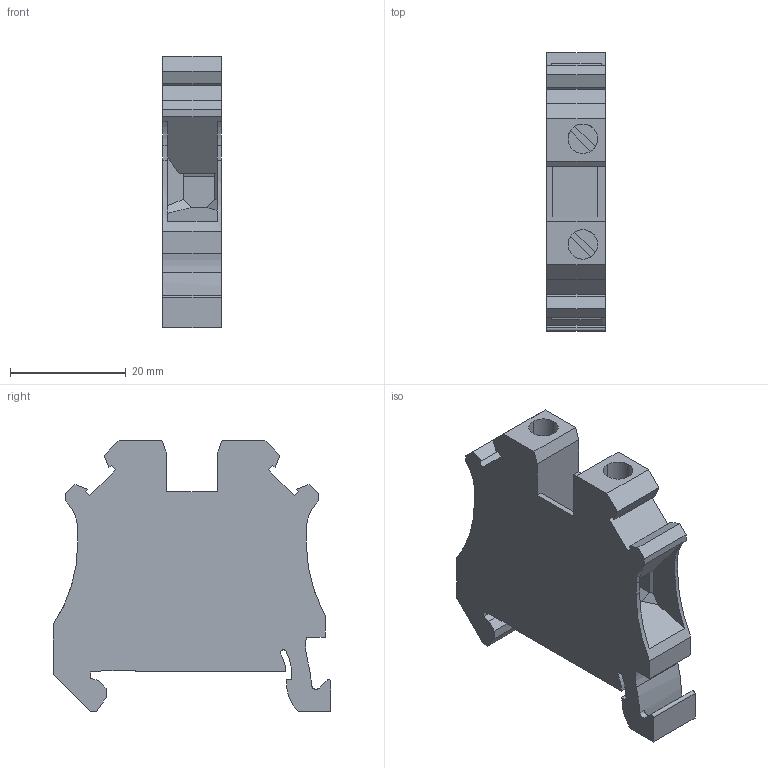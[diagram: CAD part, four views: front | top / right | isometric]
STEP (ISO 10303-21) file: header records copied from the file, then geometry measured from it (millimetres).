
FILE_DESCRIPTION(('Creo Elements/Direct Modeling STEP Export'),'2;1');
FILE_NAME('model.stp','2019-01-31T 6:39:04',(''),(''),'Creo Elements/Direct Modeling STEP processor for AP214 (Solid Model)','Creo Elements/Direct Modeling 18.1I 14-Aug-2016 (C) Parametric Technology GmbH','');
FILE_SCHEMA(('AUTOMOTIVE_DESIGN { 1 0 10303 214 1 1 1 1 }'));
Length unit declared in the file: millimetre
Products named in the file (2): UT_10_BU-select
Assembly tree (1 placements, depth 2):
  UT_10_BU-select
    UT_10_BU-select
Bounding box: 10.15 x 48 x 46.85 mm (x, y, z)
Volume: 13368.2 mm3; surface area: 6908.5 mm2
Topology: 1 solids, 1 shells, 121 faces, 343 edges, 226 vertices
Faces by surface type: plane 100, cylinder 21
Entity records: 4871 total; most frequent: CARTESIAN_POINT 686, ORIENTED_EDGE 686, DIRECTION 632, EDGE_CURVE 343, VECTOR 288, LINE 288, VERTEX_POINT 226, AXIS2_PLACEMENT_3D 172
